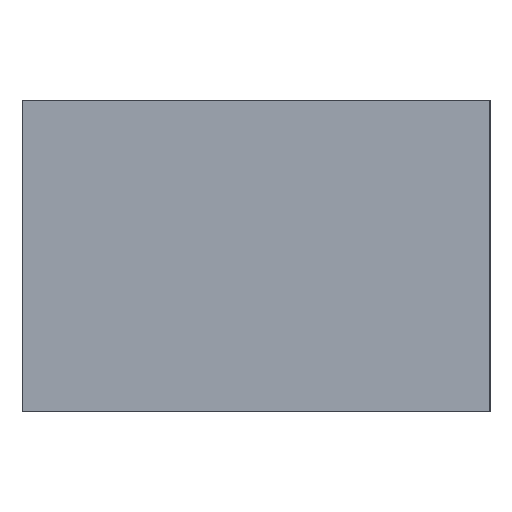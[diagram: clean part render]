
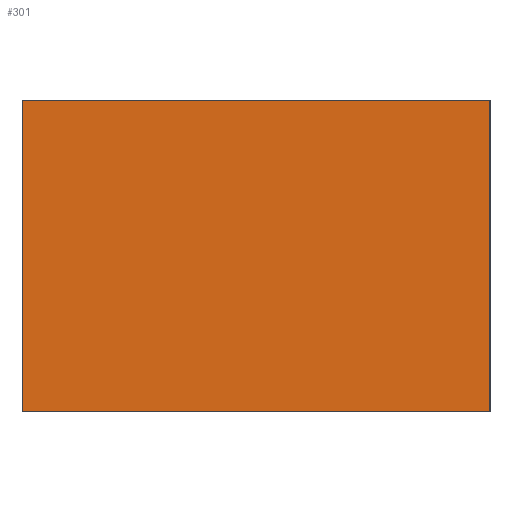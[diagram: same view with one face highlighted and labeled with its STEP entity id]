
A CAD part, left-side view. The second image highlights one B-rep face of the part: STEP entity #301.
In plain terms, the highlighted planar face has unit normal (-1, 0, 0).
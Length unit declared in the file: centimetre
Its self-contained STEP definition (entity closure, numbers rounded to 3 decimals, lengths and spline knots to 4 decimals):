
#122=VERTEX_POINT('',#390);
#125=VERTEX_POINT('',#395);
#128=VERTEX_POINT('',#405);
#129=VERTEX_POINT('',#407);
#145=VECTOR('',#338,1.);
#150=VECTOR('',#345,1.);
#152=VECTOR('',#348,1.);
#153=VECTOR('',#349,1.);
#157=LINE('',#396,#145);
#162=LINE('',#406,#150);
#164=LINE('',#410,#152);
#165=LINE('',#411,#153);
#169=EDGE_CURVE('',#125,#122,#157,.T.);
#174=EDGE_CURVE('',#129,#128,#162,.T.);
#176=EDGE_CURVE('',#128,#122,#164,.T.);
#177=EDGE_CURVE('',#129,#125,#165,.T.);
#202=ORIENTED_EDGE('',*,*,#176,.T.);
#203=ORIENTED_EDGE('',*,*,#169,.F.);
#204=ORIENTED_EDGE('',*,*,#177,.F.);
#205=ORIENTED_EDGE('',*,*,#174,.T.);
#241=EDGE_LOOP('',(#202,#203,#204,#205));
#271=FACE_BOUND('',#241,.T.);
#301=ADVANCED_FACE('',(#271),#447,.T.);
#313=AXIS2_PLACEMENT_3D('',#409,#347,$);
#338=DIRECTION('',(0.,0.,1.));
#345=DIRECTION('',(0.,0.,1.));
#347=DIRECTION('',(-1.,0.,0.));
#348=DIRECTION('',(0.,1.,0.));
#349=DIRECTION('',(0.,1.,0.));
#390=CARTESIAN_POINT('',(0.,0.75,0.5));
#395=CARTESIAN_POINT('',(0.,0.75,0.));
#396=CARTESIAN_POINT('',(0.,0.75,0.));
#405=CARTESIAN_POINT('',(0.,0.,0.5));
#406=CARTESIAN_POINT('',(0.,0.,0.));
#407=CARTESIAN_POINT('',(0.,0.,0.));
#409=CARTESIAN_POINT('',(0.,0.375,0.));
#410=CARTESIAN_POINT('',(0.,0.,0.5));
#411=CARTESIAN_POINT('',(0.,0.,0.));
#447=PLANE('',#313);
